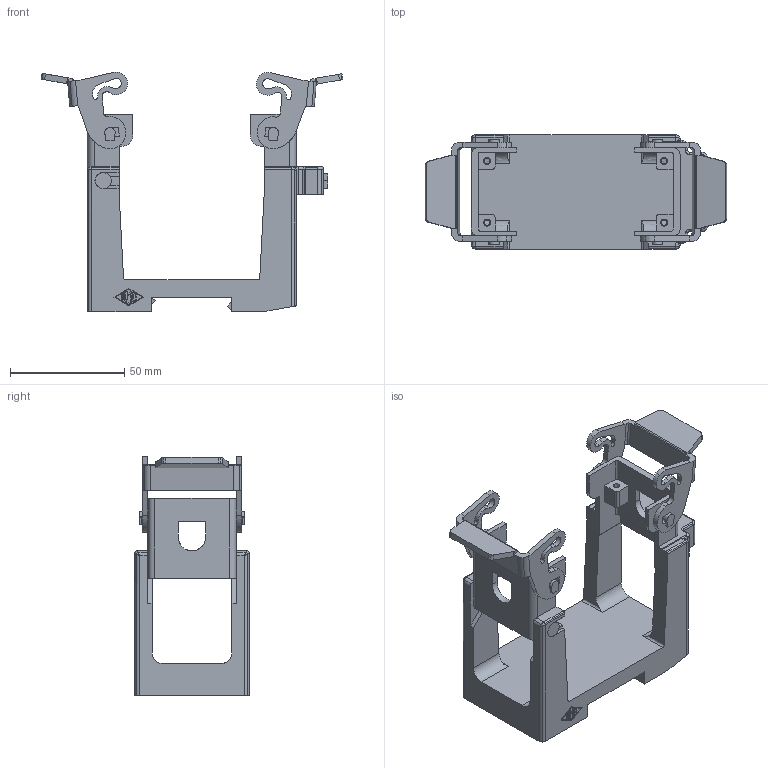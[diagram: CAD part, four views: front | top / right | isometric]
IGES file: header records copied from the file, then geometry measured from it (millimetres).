
Global section: file name: No Iges File Name specified; native system: AutoDesk Inventor R6.1; preprocessor: AutoDesk Inventor Iges Exporter R6.1; author: No Author specified; organization: No Organization specified; date: 20070102.173233; units: millimetre
Bounding box: 132.1 x 50 x 105.06 mm (x, y, z)
Volume: 98227.5 mm3; surface area: 40344.1 mm2
Topology: 1 solids, 1 shells, 522 faces, 1485 edges, 972 vertices
Faces by surface type: plane 224, cylinder 114, bspline 109, revolution 69, torus 6
